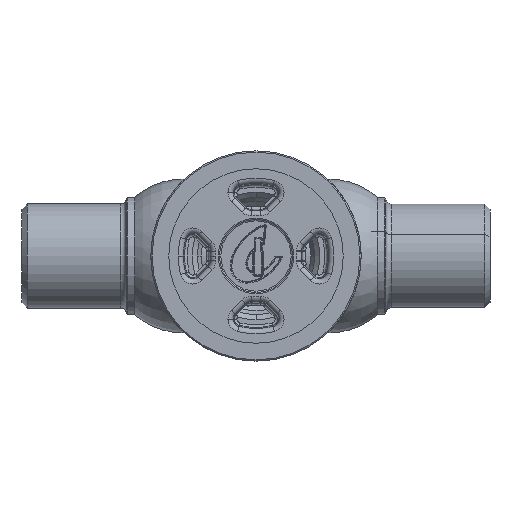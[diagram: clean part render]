
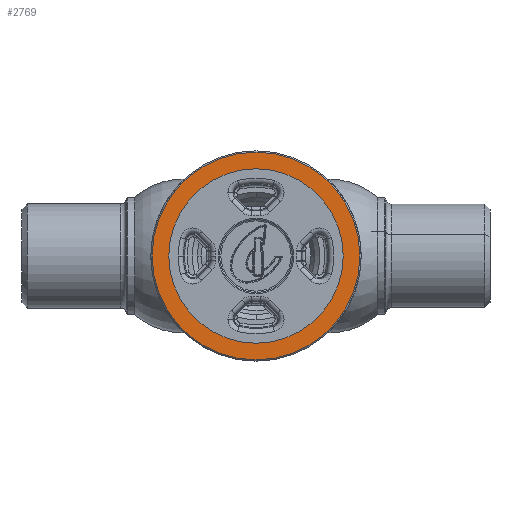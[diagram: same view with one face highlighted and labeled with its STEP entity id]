
A CAD part, front view. The second image highlights one B-rep face of the part: STEP entity #2769.
In plain terms, the highlighted planar face has unit normal (0, -1, 0).
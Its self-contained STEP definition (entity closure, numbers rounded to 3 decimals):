
#871 = CARTESIAN_POINT ( 'NONE',  ( 0., 0., 0. ) ) ;
#1034 = AXIS2_PLACEMENT_3D ( 'NONE', #3113, #7935, #3770 ) ;
#1106 = CARTESIAN_POINT ( 'NONE',  ( 0., 0., -39.9 ) ) ;
#1134 = CARTESIAN_POINT ( 'NONE',  ( 0., 0., -33.5 ) ) ;
#1519 = ORIENTED_EDGE ( 'NONE', *, *, #1628, .F. ) ;
#1534 = DIRECTION ( 'NONE',  ( 0., 0., 1. ) ) ;
#1550 = CARTESIAN_POINT ( 'NONE',  ( 0., 0., 0. ) ) ;
#1607 = DIRECTION ( 'NONE',  ( 0., -1., 0. ) ) ;
#1628 = EDGE_CURVE ( 'NONE', #8566, #3656, #5490, .T. ) ;
#1798 = EDGE_CURVE ( 'NONE', #3656, #8566, #4836, .T. ) ;
#2242 = DIRECTION ( 'NONE',  ( 0., 0., 1. ) ) ;
#2294 = CARTESIAN_POINT ( 'NONE',  ( -39.9, 0., 0. ) ) ;
#2309 = ORIENTED_EDGE ( 'NONE', *, *, #6526, .T. ) ;
#2363 = EDGE_LOOP ( 'NONE', ( #6257, #1519 ) ) ;
#2743 = AXIS2_PLACEMENT_3D ( 'NONE', #3803, #8621, #4487 ) ;
#2769 = ADVANCED_FACE ( 'NONE', ( #8024, #7949 ), #7813, .T. ) ;
#2821 = ORIENTED_EDGE ( 'NONE', *, *, #3723, .T. ) ;
#3113 = CARTESIAN_POINT ( 'NONE',  ( 0., 0., 0. ) ) ;
#3518 = AXIS2_PLACEMENT_3D ( 'NONE', #2294, #1607, #8474 ) ;
#3656 = VERTEX_POINT ( 'NONE', #3657 ) ;
#3657 = CARTESIAN_POINT ( 'NONE',  ( 0., 0., 39.9 ) ) ;
#3723 = EDGE_CURVE ( 'NONE', #5128, #7368, #4923, .T. ) ;
#3770 = DIRECTION ( 'NONE',  ( 0., 0., 1. ) ) ;
#3803 = CARTESIAN_POINT ( 'NONE',  ( 0., 0., 0. ) ) ;
#4244 = EDGE_LOOP ( 'NONE', ( #2821, #2309 ) ) ;
#4487 = DIRECTION ( 'NONE',  ( 0., 0., 1. ) ) ;
#4836 = CIRCLE ( 'NONE', #6444, 39.9 ) ;
#4923 = CIRCLE ( 'NONE', #1034, 33.5 ) ;
#5128 = VERTEX_POINT ( 'NONE', #5335 ) ;
#5242 = AXIS2_PLACEMENT_3D ( 'NONE', #1550, #6341, #2242 ) ;
#5335 = CARTESIAN_POINT ( 'NONE',  ( 0., 0., 33.5 ) ) ;
#5490 = CIRCLE ( 'NONE', #2743, 39.9 ) ;
#5590 = DIRECTION ( 'NONE',  ( 0., 1., 0. ) ) ;
#6257 = ORIENTED_EDGE ( 'NONE', *, *, #1798, .F. ) ;
#6341 = DIRECTION ( 'NONE',  ( 0., 1., 0. ) ) ;
#6444 = AXIS2_PLACEMENT_3D ( 'NONE', #871, #5590, #1534 ) ;
#6526 = EDGE_CURVE ( 'NONE', #7368, #5128, #7595, .T. ) ;
#7368 = VERTEX_POINT ( 'NONE', #1134 ) ;
#7595 = CIRCLE ( 'NONE', #5242, 33.5 ) ;
#7813 = PLANE ( 'NONE',  #3518 ) ;
#7935 = DIRECTION ( 'NONE',  ( 0., 1., 0. ) ) ;
#7949 = FACE_OUTER_BOUND ( 'NONE', #2363, .T. ) ;
#8024 = FACE_BOUND ( 'NONE', #4244, .T. ) ;
#8474 = DIRECTION ( 'NONE',  ( 0., 0., -1. ) ) ;
#8566 = VERTEX_POINT ( 'NONE', #1106 ) ;
#8621 = DIRECTION ( 'NONE',  ( 0., 1., 0. ) ) ;
